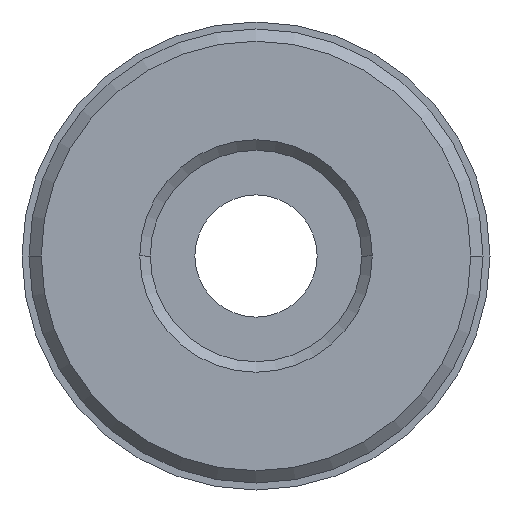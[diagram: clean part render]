
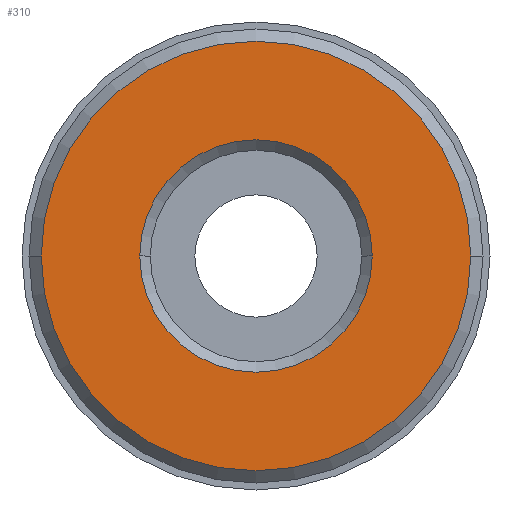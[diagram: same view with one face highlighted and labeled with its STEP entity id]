
A CAD part, front view. The second image highlights one B-rep face of the part: STEP entity #310.
In plain terms, the highlighted planar face has unit normal (0, -1, 0).
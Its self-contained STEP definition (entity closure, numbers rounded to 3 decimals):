
#310=ADVANCED_FACE('',(#629,#630),#631,.T.);
#629=FACE_BOUND('',#940,.T.);
#630=FACE_OUTER_BOUND('',#941,.T.);
#631=PLANE('',#942);
#940=EDGE_LOOP('',(#1733,#1734));
#941=EDGE_LOOP('',(#1735,#1736));
#942=AXIS2_PLACEMENT_3D('',#1737,#1738,#1739);
#1733=ORIENTED_EDGE('',*,*,#1859,.T.);
#1734=ORIENTED_EDGE('',*,*,#1857,.T.);
#1735=ORIENTED_EDGE('',*,*,#1791,.F.);
#1736=ORIENTED_EDGE('',*,*,#2003,.F.);
#1737=CARTESIAN_POINT('',(6.15,0.0,0.0));
#1738=DIRECTION('',(-0.0,-1.0,-0.0));
#1739=DIRECTION('',(-1.0,0.0,0.0));
#1791=EDGE_CURVE('',#2130,#2132,#2133,.T.);
#1857=EDGE_CURVE('',#2243,#2245,#2247,.T.);
#1859=EDGE_CURVE('',#2245,#2243,#2249,.T.);
#2003=EDGE_CURVE('',#2132,#2130,#2431,.T.);
#2130=VERTEX_POINT('',#2578);
#2132=VERTEX_POINT('',#2581);
#2133=CIRCLE('',#2582,12.3);
#2243=VERTEX_POINT('',#2801);
#2245=VERTEX_POINT('',#2804);
#2247=CIRCLE('',#2807,6.655);
#2249=CIRCLE('',#2809,6.655);
#2431=CIRCLE('',#3449,12.3);
#2578=CARTESIAN_POINT('',(12.3,0.0,0.0));
#2581=CARTESIAN_POINT('',(-12.3,0.0,0.));
#2582=AXIS2_PLACEMENT_3D('',#3566,#3567,#3568);
#2801=CARTESIAN_POINT('',(6.655,0.0,0.));
#2804=CARTESIAN_POINT('',(-6.655,0.0,0.));
#2807=AXIS2_PLACEMENT_3D('',#3649,#3650,#3651);
#2809=AXIS2_PLACEMENT_3D('',#3652,#3653,#3654);
#3449=AXIS2_PLACEMENT_3D('',#3781,#3782,#3783);
#3566=CARTESIAN_POINT('',(0.0,0.0,0.0));
#3567=DIRECTION('',(-0.0,1.0,0.0));
#3568=DIRECTION('',(1.0,0.0,0.0));
#3649=CARTESIAN_POINT('',(0.0,0.0,0.0));
#3650=DIRECTION('',(-0.0,1.0,0.0));
#3651=DIRECTION('',(1.0,0.0,0.0));
#3652=CARTESIAN_POINT('',(0.0,0.0,0.0));
#3653=DIRECTION('',(-0.0,1.0,0.0));
#3654=DIRECTION('',(1.0,0.0,0.0));
#3781=CARTESIAN_POINT('',(0.0,0.0,0.0));
#3782=DIRECTION('',(-0.0,1.0,0.0));
#3783=DIRECTION('',(1.0,0.0,0.0));
